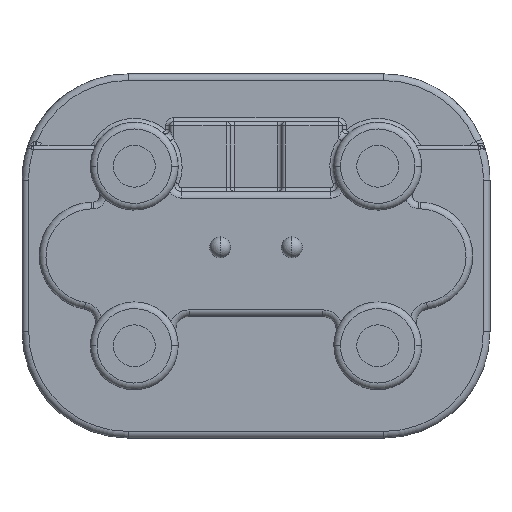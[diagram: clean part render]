
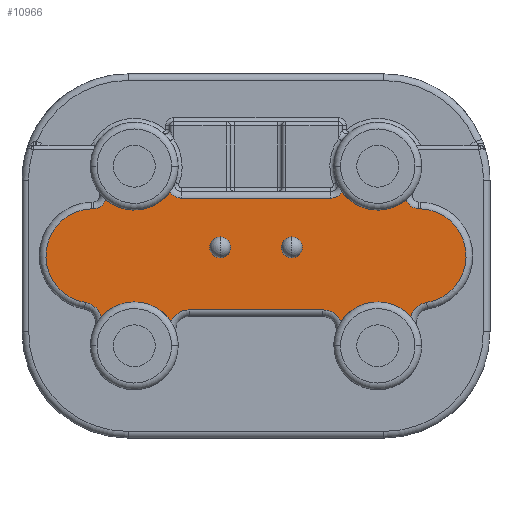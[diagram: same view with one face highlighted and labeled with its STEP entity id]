
A CAD part, front view. The second image highlights one B-rep face of the part: STEP entity #10966.
In plain terms, the highlighted planar face has unit normal (0, -1, 0).
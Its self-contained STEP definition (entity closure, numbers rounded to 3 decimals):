
#3693=CARTESIAN_POINT('',(11.3,-3.055,4.247));
#3768=CARTESIAN_POINT('',(-5.027,-3.055,-5.55));
#3769=DIRECTION('',(0.,-1.,0.));
#3770=DIRECTION('',(0.,0.,1.));
#3771=AXIS2_PLACEMENT_3D('',#3768,#3769,#3770);
#3773=CARTESIAN_POINT('',(-9.155,-3.055,-6.755));
#3774=DIRECTION('',(0.,-1.,0.));
#3775=DIRECTION('',(0.835,0.,0.55));
#3776=AXIS2_PLACEMENT_3D('',#3773,#3774,#3775);
#3778=CARTESIAN_POINT('',(-13.073,-3.055,-4.983));
#3779=DIRECTION('',(0.,-1.,0.));
#3780=DIRECTION('',(0.962,0.,0.274));
#3781=AXIS2_PLACEMENT_3D('',#3778,#3779,#3780);
#3783=CARTESIAN_POINT('',(-13.073,-3.055,-4.983));
#3784=DIRECTION('',(0.,-1.,0.));
#3785=DIRECTION('',(0.881,0.,0.473));
#3786=AXIS2_PLACEMENT_3D('',#3783,#3784,#3785);
#3788=CARTESIAN_POINT('',(-12.25,-3.055,0.));
#3789=DIRECTION('',(0.,1.,0.));
#3790=DIRECTION('',(-0.163,0.,-0.987));
#3791=AXIS2_PLACEMENT_3D('',#3788,#3789,#3790);
#3793=DIRECTION('',(0.999,0.,0.037));
#3794=VECTOR('',#3793,0.167);
#3795=CARTESIAN_POINT('',(-12.381,-3.055,3.548));
#3796=LINE('',#3795,#3794);
#3797=CARTESIAN_POINT('',(-12.252,-3.055,4.553));
#3798=DIRECTION('',(0.,-1.,0.));
#3799=DIRECTION('',(0.037,0.,-0.999));
#3800=AXIS2_PLACEMENT_3D('',#3797,#3798,#3799);
#3802=CARTESIAN_POINT('',(-9.155,-3.055,6.755));
#3803=DIRECTION('',(0.,-1.,0.));
#3804=DIRECTION('',(-0.65,0.,-0.76));
#3805=AXIS2_PLACEMENT_3D('',#3802,#3803,#3804);
#3807=CARTESIAN_POINT('',(-5.624,-3.055,5.35));
#3808=DIRECTION('',(0.,-1.,0.));
#3809=DIRECTION('',(-0.852,0.,-0.523));
#3810=AXIS2_PLACEMENT_3D('',#3807,#3808,#3809);
#3812=CARTESIAN_POINT('',(-5.624,-3.055,5.35));
#3813=DIRECTION('',(0.,-1.,0.));
#3814=DIRECTION('',(-0.827,0.,-0.562));
#3815=AXIS2_PLACEMENT_3D('',#3812,#3813,#3814);
#3817=CARTESIAN_POINT('',(5.624,-3.055,5.35));
#3818=DIRECTION('',(0.,-1.,0.));
#3819=DIRECTION('',(0.,0.,-1.));
#3820=AXIS2_PLACEMENT_3D('',#3817,#3818,#3819);
#3822=CARTESIAN_POINT('',(9.155,-3.055,6.755));
#3823=DIRECTION('',(0.,-1.,0.));
#3824=DIRECTION('',(-0.812,0.,-0.584));
#3825=AXIS2_PLACEMENT_3D('',#3822,#3823,#3824);
#3827=CARTESIAN_POINT('',(12.252,-3.055,4.553));
#3828=DIRECTION('',(0.,-1.,0.));
#3829=DIRECTION('',(-0.952,0.,-0.306));
#3830=AXIS2_PLACEMENT_3D('',#3827,#3828,#3829);
#3832=CARTESIAN_POINT('',(12.252,-3.055,4.553));
#3833=DIRECTION('',(0.,-1.,0.));
#3834=DIRECTION('',(-0.897,0.,-0.443));
#3835=AXIS2_PLACEMENT_3D('',#3832,#3833,#3834);
#3837=DIRECTION('',(0.999,0.,-0.037));
#3838=VECTOR('',#3837,0.167);
#3839=CARTESIAN_POINT('',(12.215,-3.055,3.554));
#3840=LINE('',#3839,#3838);
#3841=CARTESIAN_POINT('',(12.25,-3.055,0.));
#3842=DIRECTION('',(0.,1.,0.));
#3843=DIRECTION('',(0.037,0.,0.999));
#3844=AXIS2_PLACEMENT_3D('',#3841,#3842,#3843);
#3846=CARTESIAN_POINT('',(13.073,-3.055,-4.983));
#3847=DIRECTION('',(0.,-1.,0.));
#3848=DIRECTION('',(-0.163,0.,0.987));
#3849=AXIS2_PLACEMENT_3D('',#3846,#3847,#3848);
#3851=CARTESIAN_POINT('',(9.155,-3.055,-6.755));
#3852=DIRECTION('',(0.,-1.,0.));
#3853=DIRECTION('',(0.75,0.,0.661));
#3854=AXIS2_PLACEMENT_3D('',#3851,#3852,#3853);
#3856=CARTESIAN_POINT('',(5.027,-3.055,-5.55));
#3857=DIRECTION('',(0.,-1.,0.));
#3858=DIRECTION('',(0.914,0.,0.406));
#3859=AXIS2_PLACEMENT_3D('',#3856,#3857,#3858);
#3861=CARTESIAN_POINT('',(5.027,-3.055,-5.55));
#3862=DIRECTION('',(0.,-1.,0.));
#3863=DIRECTION('',(0.799,0.,0.601));
#3864=AXIS2_PLACEMENT_3D('',#3861,#3862,#3863);
#3866=CARTESIAN_POINT('',(2.7,-3.055,0.65));
#3867=DIRECTION('',(0.,-1.,0.));
#3868=DIRECTION('',(0.,0.,1.));
#3869=AXIS2_PLACEMENT_3D('',#3866,#3867,#3868);
#3871=CARTESIAN_POINT('',(2.7,-3.055,0.65));
#3872=DIRECTION('',(0.,-1.,0.));
#3873=DIRECTION('',(0.,0.,-1.));
#3874=AXIS2_PLACEMENT_3D('',#3871,#3872,#3873);
#3876=CARTESIAN_POINT('',(-2.7,-3.055,0.65));
#3877=DIRECTION('',(0.,-1.,0.));
#3878=DIRECTION('',(0.,0.,1.));
#3879=AXIS2_PLACEMENT_3D('',#3876,#3877,#3878);
#3881=CARTESIAN_POINT('',(-2.7,-3.055,0.65));
#3882=DIRECTION('',(0.,-1.,0.));
#3883=DIRECTION('',(0.,0.,-1.));
#3884=AXIS2_PLACEMENT_3D('',#3881,#3882,#3883);
#3901=CARTESIAN_POINT('',(-11.63,-3.055,-4.572));
#3949=CARTESIAN_POINT('',(-6.477,-3.055,4.827));
#3983=DIRECTION('',(-1.,0.,0.));
#3984=VECTOR('',#3983,11.249);
#3985=CARTESIAN_POINT('',(5.624,-3.055,4.35));
#3986=LINE('',#3985,#3984);
#4088=CARTESIAN_POINT('',(6.398,-3.055,-4.941));
#4103=DIRECTION('',(1.,0.,0.));
#4104=VECTOR('',#4103,10.055);
#4105=CARTESIAN_POINT('',(-5.027,-3.055,-4.05));
#4106=LINE('',#4105,#4104);
#4621=VERTEX_POINT('',#3901);
#4622=CARTESIAN_POINT('',(-6.398,-3.055,-4.941));
#4623=VERTEX_POINT('',#4622);
#4665=VERTEX_POINT('',#3949);
#4666=CARTESIAN_POINT('',(-11.3,-3.055,4.247));
#4667=VERTEX_POINT('',#4666);
#5377=VERTEX_POINT('',#3693);
#5378=CARTESIAN_POINT('',(6.477,-3.055,4.827));
#5379=VERTEX_POINT('',#5378);
#5397=VERTEX_POINT('',#4088);
#5398=CARTESIAN_POINT('',(11.63,-3.055,-4.572));
#5399=VERTEX_POINT('',#5398);
#5412=CARTESIAN_POINT('',(-5.027,-3.055,-4.05));
#5413=VERTEX_POINT('',#5412);
#5414=CARTESIAN_POINT('',(-11.751,-3.055,-4.274));
#5415=VERTEX_POINT('',#5414);
#5416=CARTESIAN_POINT('',(-12.828,-3.055,-3.503));
#5417=VERTEX_POINT('',#5416);
#5418=CARTESIAN_POINT('',(-12.381,-3.055,3.548));
#5419=VERTEX_POINT('',#5418);
#5420=CARTESIAN_POINT('',(-12.215,-3.055,3.554));
#5421=VERTEX_POINT('',#5420);
#5422=CARTESIAN_POINT('',(-6.451,-3.055,4.788));
#5423=VERTEX_POINT('',#5422);
#5424=CARTESIAN_POINT('',(-5.624,-3.055,4.35));
#5425=VERTEX_POINT('',#5424);
#5426=CARTESIAN_POINT('',(5.624,-3.055,4.35));
#5427=VERTEX_POINT('',#5426);
#5428=CARTESIAN_POINT('',(11.355,-3.055,4.11));
#5429=VERTEX_POINT('',#5428);
#5430=CARTESIAN_POINT('',(12.215,-3.055,3.554));
#5431=VERTEX_POINT('',#5430);
#5432=CARTESIAN_POINT('',(12.381,-3.055,3.548));
#5433=VERTEX_POINT('',#5432);
#5434=CARTESIAN_POINT('',(12.828,-3.055,-3.503));
#5435=VERTEX_POINT('',#5434);
#5436=CARTESIAN_POINT('',(6.226,-3.055,-4.649));
#5437=VERTEX_POINT('',#5436);
#5438=CARTESIAN_POINT('',(5.027,-3.055,-4.05));
#5439=VERTEX_POINT('',#5438);
#5440=CARTESIAN_POINT('',(2.7,-3.055,1.44));
#5441=CARTESIAN_POINT('',(2.7,-3.055,-0.14));
#5442=VERTEX_POINT('',#5440);
#5443=VERTEX_POINT('',#5441);
#5444=CARTESIAN_POINT('',(-2.7,-3.055,1.44));
#5445=CARTESIAN_POINT('',(-2.7,-3.055,-0.14));
#5446=VERTEX_POINT('',#5444);
#5447=VERTEX_POINT('',#5445);
#10908=CARTESIAN_POINT('',(0.,-3.055,0.));
#10909=DIRECTION('',(0.,-1.,0.));
#10910=DIRECTION('',(-1.,0.,0.));
#10911=AXIS2_PLACEMENT_3D('',#10908,#10909,#10910);
#10912=PLANE('',#10911);
#10913=ORIENTED_EDGE('',*,*,#10899,.T.);
#10914=ORIENTED_EDGE('',*,*,#5858,.T.);
#10916=ORIENTED_EDGE('',*,*,#10915,.T.);
#10918=ORIENTED_EDGE('',*,*,#10917,.T.);
#10920=ORIENTED_EDGE('',*,*,#10919,.T.);
#10922=ORIENTED_EDGE('',*,*,#10921,.T.);
#10924=ORIENTED_EDGE('',*,*,#10923,.T.);
#10925=ORIENTED_EDGE('',*,*,#6038,.T.);
#10927=ORIENTED_EDGE('',*,*,#10926,.T.);
#10929=ORIENTED_EDGE('',*,*,#10928,.T.);
#10931=ORIENTED_EDGE('',*,*,#10930,.F.);
#10933=ORIENTED_EDGE('',*,*,#10932,.T.);
#10934=ORIENTED_EDGE('',*,*,#10747,.T.);
#10936=ORIENTED_EDGE('',*,*,#10935,.T.);
#10938=ORIENTED_EDGE('',*,*,#10937,.T.);
#10940=ORIENTED_EDGE('',*,*,#10939,.T.);
#10942=ORIENTED_EDGE('',*,*,#10941,.T.);
#10944=ORIENTED_EDGE('',*,*,#10943,.T.);
#10945=ORIENTED_EDGE('',*,*,#10834,.T.);
#10947=ORIENTED_EDGE('',*,*,#10946,.T.);
#10949=ORIENTED_EDGE('',*,*,#10948,.T.);
#10951=ORIENTED_EDGE('',*,*,#10950,.F.);
#10952=EDGE_LOOP('',(#10913,#10914,#10916,#10918,#10920,#10922,#10924,#10925,
#10927,#10929,#10931,#10933,#10934,#10936,#10938,#10940,#10942,#10944,#10945,
#10947,#10949,#10951));
#10953=FACE_OUTER_BOUND('',#10952,.F.);
#10955=ORIENTED_EDGE('',*,*,#10954,.T.);
#10957=ORIENTED_EDGE('',*,*,#10956,.T.);
#10958=EDGE_LOOP('',(#10955,#10957));
#10959=FACE_BOUND('',#10958,.F.);
#10961=ORIENTED_EDGE('',*,*,#10960,.T.);
#10963=ORIENTED_EDGE('',*,*,#10962,.T.);
#10964=EDGE_LOOP('',(#10961,#10963));
#10965=FACE_BOUND('',#10964,.F.);
#10966=ADVANCED_FACE('',(#10953,#10959,#10965),#10912,.T.);
#3772=CIRCLE('',#3771,1.5);
#3777=CIRCLE('',#3776,3.3);
#3782=CIRCLE('',#3781,1.5);
#3787=CIRCLE('',#3786,1.5);
#3792=CIRCLE('',#3791,3.55);
#3801=CIRCLE('',#3800,1.);
#3806=CIRCLE('',#3805,3.3);
#3811=CIRCLE('',#3810,1.);
#3816=CIRCLE('',#3815,1.);
#3821=CIRCLE('',#3820,1.);
#3826=CIRCLE('',#3825,3.3);
#3831=CIRCLE('',#3830,1.);
#3836=CIRCLE('',#3835,1.);
#3845=CIRCLE('',#3844,3.55);
#3850=CIRCLE('',#3849,1.5);
#3855=CIRCLE('',#3854,3.3);
#3860=CIRCLE('',#3859,1.5);
#3865=CIRCLE('',#3864,1.5);
#3870=CIRCLE('',#3869,0.79);
#3875=CIRCLE('',#3874,0.79);
#3880=CIRCLE('',#3879,0.79);
#3885=CIRCLE('',#3884,0.79);
#5858=EDGE_CURVE('',#4623,#4621,#3777,.T.);
#6038=EDGE_CURVE('',#4667,#4665,#3806,.T.);
#10747=EDGE_CURVE('',#5379,#5377,#3826,.T.);
#10834=EDGE_CURVE('',#5399,#5397,#3855,.T.);
#10899=EDGE_CURVE('',#5413,#4623,#3772,.T.);
#10915=EDGE_CURVE('',#4621,#5415,#3782,.T.);
#10917=EDGE_CURVE('',#5415,#5417,#3787,.T.);
#10919=EDGE_CURVE('',#5417,#5419,#3792,.T.);
#10921=EDGE_CURVE('',#5419,#5421,#3796,.T.);
#10923=EDGE_CURVE('',#5421,#4667,#3801,.T.);
#10926=EDGE_CURVE('',#4665,#5423,#3811,.T.);
#10928=EDGE_CURVE('',#5423,#5425,#3816,.T.);
#10930=EDGE_CURVE('',#5427,#5425,#3986,.T.);
#10932=EDGE_CURVE('',#5427,#5379,#3821,.T.);
#10935=EDGE_CURVE('',#5377,#5429,#3831,.T.);
#10937=EDGE_CURVE('',#5429,#5431,#3836,.T.);
#10939=EDGE_CURVE('',#5431,#5433,#3840,.T.);
#10941=EDGE_CURVE('',#5433,#5435,#3845,.T.);
#10943=EDGE_CURVE('',#5435,#5399,#3850,.T.);
#10946=EDGE_CURVE('',#5397,#5437,#3860,.T.);
#10948=EDGE_CURVE('',#5437,#5439,#3865,.T.);
#10950=EDGE_CURVE('',#5413,#5439,#4106,.T.);
#10954=EDGE_CURVE('',#5442,#5443,#3870,.T.);
#10956=EDGE_CURVE('',#5443,#5442,#3875,.T.);
#10960=EDGE_CURVE('',#5446,#5447,#3880,.T.);
#10962=EDGE_CURVE('',#5447,#5446,#3885,.T.);
